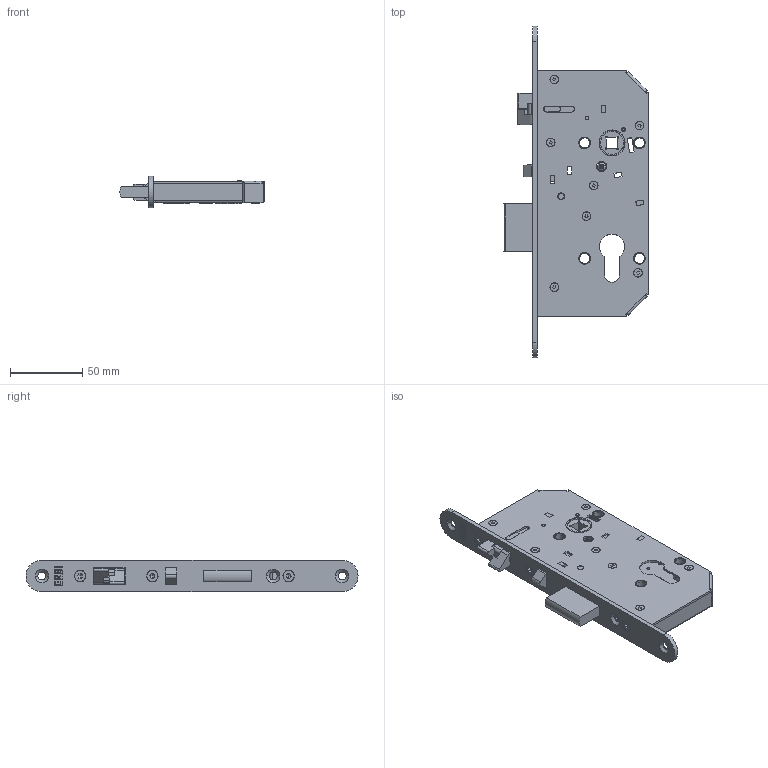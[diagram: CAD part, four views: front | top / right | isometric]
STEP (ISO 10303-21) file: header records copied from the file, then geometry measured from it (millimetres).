
FILE_DESCRIPTION (( 'STEP AP203' ), '1' );
FILE_NAME ('SAM 204 050-2-samozamykací zámek 72_55-MI-prázdný.STEP', '2019-06-04T20:54:18', ( 'Radek' ), ( '' ), 'SwSTEP 2.0', 'SolidWorks 2015', '' );
FILE_SCHEMA (( 'CONFIG_CONTROL_DESIGN' ));
Length unit declared in the file: millimetre
Products named in the file (1): SAM 204 050-2-samozamykací zámek 72_55-MI-prázdný
Bounding box: 99.97 x 230 x 22 mm (x, y, z)
Surface area: 78581.8 mm2 (no closed solid volume)
Topology: 0 solids, 61 shells, 723 faces, 2607 edges, 1849 vertices
Faces by surface type: plane 371, cylinder 262, cone 72, torus 12, bspline 4, sphere 2
Entity records: 28317 total; most frequent: CARTESIAN_POINT 5713, DIRECTION 4826, ORIENTED_EDGE 4111, EDGE_CURVE 2601, VERTEX_POINT 1849, AXIS2_PLACEMENT_3D 1616, LINE 1594, VECTOR 1594
